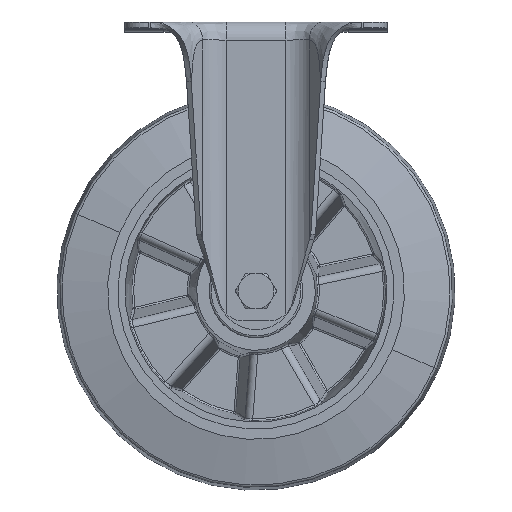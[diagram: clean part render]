
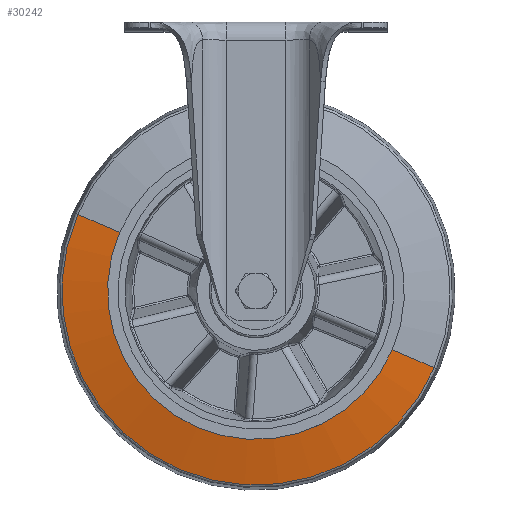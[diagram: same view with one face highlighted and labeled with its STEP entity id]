
A CAD part, top view. The second image highlights one B-rep face of the part: STEP entity #30242.
In plain terms, the highlighted conical face has half-angle 77.093 degrees and reference radius 98.5 mm.
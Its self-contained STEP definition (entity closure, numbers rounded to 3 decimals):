
#185 = DIRECTION ( 'NONE',  ( -0.895, 0.385, -0.223 ) ) ;
#3046 = EDGE_CURVE ( 'NONE', #39497, #8762, #28498, .T. ) ;
#4408 = CARTESIAN_POINT ( 'NONE',  ( 0., -135., -52.146 ) ) ;
#4924 = ORIENTED_EDGE ( 'NONE', *, *, #6239, .T. ) ;
#5011 = CARTESIAN_POINT ( 'NONE',  ( 0., -135., -52.389 ) ) ;
#5469 = DIRECTION ( 'NONE',  ( -0.919, 0.395, 0. ) ) ;
#6239 = EDGE_CURVE ( 'NONE', #27793, #36611, #41412, .T. ) ;
#6471 = CARTESIAN_POINT ( 'NONE',  ( 68.431, -164.451, -46.889 ) ) ;
#8762 = VERTEX_POINT ( 'NONE', #37487 ) ;
#9879 = DIRECTION ( 'NONE',  ( 0.919, -0.395, 0. ) ) ;
#11268 = AXIS2_PLACEMENT_3D ( 'NONE', #4408, #18203, #31914 ) ;
#12018 = CONICAL_SURFACE ( 'NONE', #32145, 98.5, 1.346 ) ;
#13847 = EDGE_CURVE ( 'NONE', #27793, #39497, #35555, .T. ) ;
#16875 = DIRECTION ( 'NONE',  ( 0., 0., 1. ) ) ;
#18203 = DIRECTION ( 'NONE',  ( 0., 0., 1. ) ) ;
#21954 = FACE_OUTER_BOUND ( 'NONE', #32406, .T. ) ;
#22205 = VECTOR ( 'NONE', #185, 1000. ) ;
#23024 = ORIENTED_EDGE ( 'NONE', *, *, #13847, .F. ) ;
#23816 = VECTOR ( 'NONE', #31456, 1000. ) ;
#25521 = DIRECTION ( 'NONE',  ( 0., 0., -1. ) ) ;
#27071 = CIRCLE ( 'NONE', #11268, 97.44 ) ;
#27411 = CARTESIAN_POINT ( 'NONE',  ( -90.477, -96.061, -52.389 ) ) ;
#27793 = VERTEX_POINT ( 'NONE', #40393 ) ;
#28498 = LINE ( 'NONE', #35286, #23816 ) ;
#30242 = ADVANCED_FACE ( 'NONE', ( #21954 ), #12018, .T. ) ;
#30323 = ORIENTED_EDGE ( 'NONE', *, *, #38434, .T. ) ;
#31456 = DIRECTION ( 'NONE',  ( 0.895, -0.385, -0.223 ) ) ;
#31914 = DIRECTION ( 'NONE',  ( 0.919, -0.395, 0. ) ) ;
#32145 = AXIS2_PLACEMENT_3D ( 'NONE', #5011, #25521, #5469 ) ;
#32406 = EDGE_LOOP ( 'NONE', ( #42691, #23024, #4924, #30323 ) ) ;
#35286 = CARTESIAN_POINT ( 'NONE',  ( 90.477, -173.939, -52.389 ) ) ;
#35555 = CIRCLE ( 'NONE', #37008, 74.5 ) ;
#36611 = VERTEX_POINT ( 'NONE', #37798 ) ;
#37008 = AXIS2_PLACEMENT_3D ( 'NONE', #41407, #16875, #9879 ) ;
#37487 = CARTESIAN_POINT ( 'NONE',  ( 89.503, -173.52, -52.146 ) ) ;
#37798 = CARTESIAN_POINT ( 'NONE',  ( -89.503, -96.48, -52.146 ) ) ;
#38434 = EDGE_CURVE ( 'NONE', #36611, #8762, #27071, .T. ) ;
#39497 = VERTEX_POINT ( 'NONE', #6471 ) ;
#40393 = CARTESIAN_POINT ( 'NONE',  ( -68.431, -105.549, -46.889 ) ) ;
#41407 = CARTESIAN_POINT ( 'NONE',  ( 0., -135., -46.889 ) ) ;
#41412 = LINE ( 'NONE', #27411, #22205 ) ;
#42691 = ORIENTED_EDGE ( 'NONE', *, *, #3046, .F. ) ;
